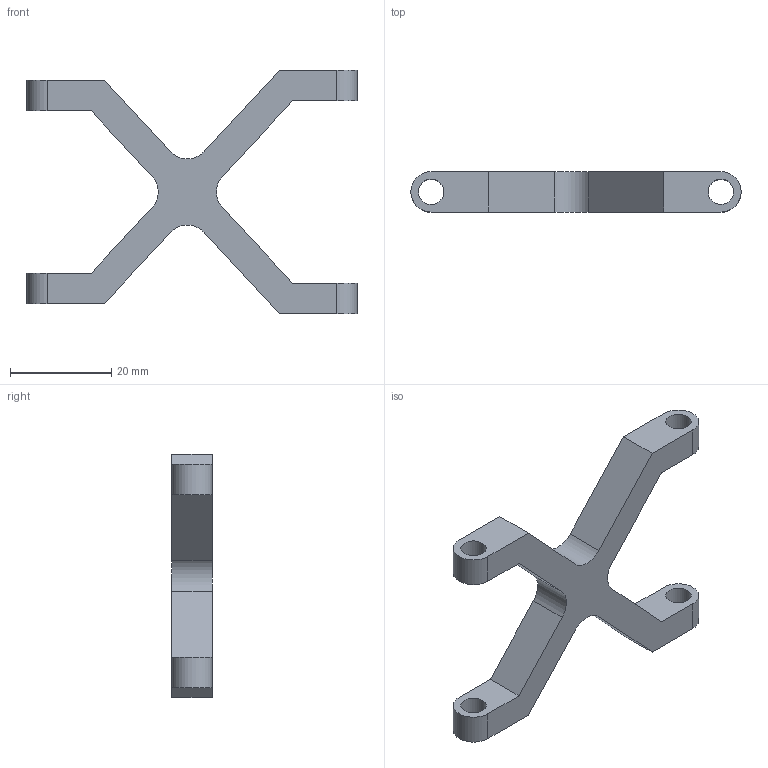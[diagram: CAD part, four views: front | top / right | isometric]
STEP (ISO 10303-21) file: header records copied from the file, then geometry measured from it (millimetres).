
FILE_DESCRIPTION(/* description */ (''),/* implementation_level */ '2;1');
FILE_NAME(/* name */ 'x middle link v7.step',/* time_stamp */ '2023-03-23T22:39:03+05:30',/* author */ (''),/* organization */ (''),/* preprocessor_version */ 'ST-DEVELOPER v19.2',/* originating_system */ 'Autodesk Translation Framework v11.17.0.187',/* authorisation */ '');
FILE_SCHEMA (('AUTOMOTIVE_DESIGN { 1 0 10303 214 3 1 1 }'));
Length unit declared in the file: centimetre
Products named in the file (2): x middle link; x middle link_1
Assembly tree (1 placements, depth 2):
  x middle link
    x middle link_1
Bounding box: 65.15 x 8 x 48 mm (x, y, z)
Volume: 7144.7 mm3; surface area: 4608 mm2
Topology: 1 solids, 1 shells, 35 faces, 102 edges, 68 vertices
Faces by surface type: plane 23, cylinder 12
Full cylindrical faces by diameter (mm): 5 x4
Entity records: 1231 total; most frequent: CARTESIAN_POINT 208, ORIENTED_EDGE 204, DIRECTION 204, EDGE_CURVE 102, LINE 76, VECTOR 76, VERTEX_POINT 68, AXIS2_PLACEMENT_3D 64
